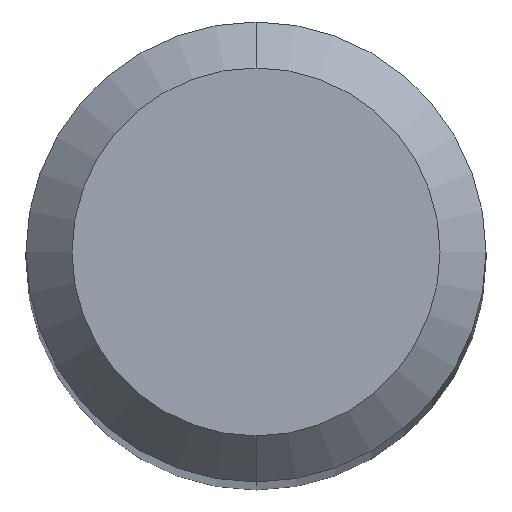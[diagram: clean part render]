
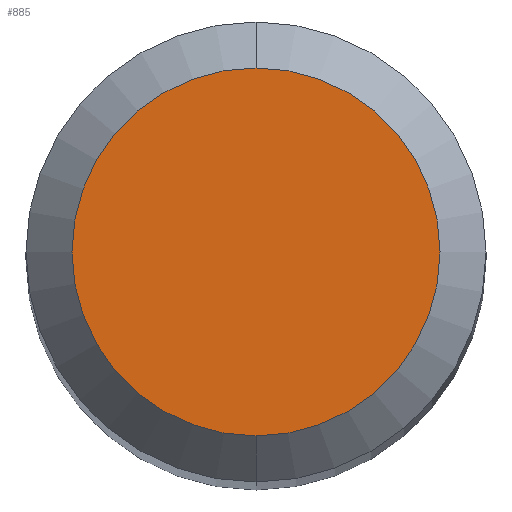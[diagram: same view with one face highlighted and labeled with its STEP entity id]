
A CAD part, top view. The second image highlights one B-rep face of the part: STEP entity #885.
In plain terms, the highlighted planar face has unit normal (0, 0, 1).
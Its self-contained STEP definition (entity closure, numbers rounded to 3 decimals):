
#395=EDGE_CURVE('',#819,#401,#1033,.T.);
#401=VERTEX_POINT('',#1039);
#647=EDGE_CURVE('',#401,#819,#1306,.T.);
#819=VERTEX_POINT('',#1496);
#885=ADVANCED_FACE('',(#1571),#1572,.T.);
#1033=CIRCLE('',#1830,1.2);
#1039=CARTESIAN_POINT('',(0.,-1.2,0.0));
#1306=CIRCLE('',#3356,1.2);
#1496=CARTESIAN_POINT('',(0.0,1.2,0.0));
#1571=FACE_OUTER_BOUND('',#4962,.T.);
#1572=PLANE('',#4963);
#1830=AXIS2_PLACEMENT_3D('',#5849,#5850,#5851);
#3356=AXIS2_PLACEMENT_3D('',#6139,#6140,#6141);
#4962=EDGE_LOOP('',(#6450,#6451));
#4963=AXIS2_PLACEMENT_3D('',#6452,#6453,#6454);
#5849=CARTESIAN_POINT('',(0.0,0.0,0.0));
#5850=DIRECTION('',(0.0,0.0,-1.0));
#5851=DIRECTION('',(0.0,1.0,0.0));
#6139=CARTESIAN_POINT('',(0.0,0.0,0.0));
#6140=DIRECTION('',(0.0,0.0,-1.0));
#6141=DIRECTION('',(0.0,1.0,0.0));
#6450=ORIENTED_EDGE('',*,*,#395,.F.);
#6451=ORIENTED_EDGE('',*,*,#647,.F.);
#6452=CARTESIAN_POINT('',(0.0,0.6,0.0));
#6453=DIRECTION('',(-0.0,0.0,1.0));
#6454=DIRECTION('',(0.0,-1.0,0.0));
